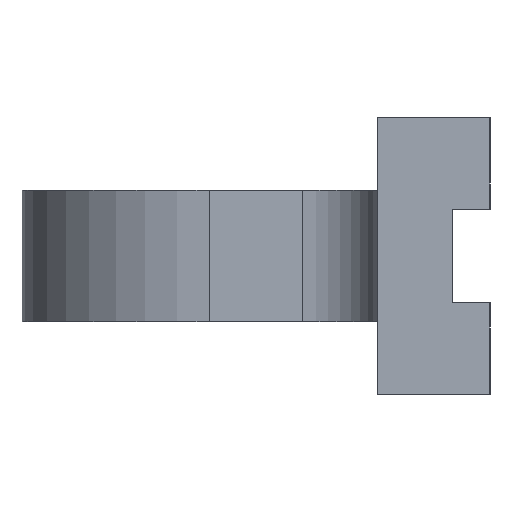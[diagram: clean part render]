
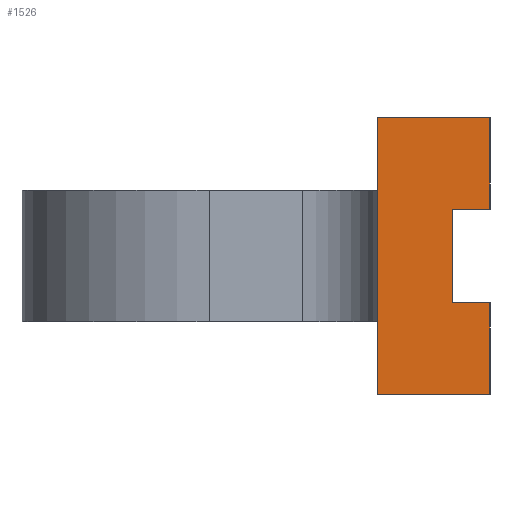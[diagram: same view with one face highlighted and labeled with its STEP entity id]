
A CAD part, left-side view. The second image highlights one B-rep face of the part: STEP entity #1526.
In plain terms, the highlighted planar face has unit normal (-1, 0, 0).
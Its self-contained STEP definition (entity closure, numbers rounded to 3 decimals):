
#1137=CARTESIAN_POINT('POINT78',(50.,600.,
   1490.));
#1138=VERTEX_POINT('VERTEX78',#1137);
#1145=CARTESIAN_POINT('POINT79',(50.,
   0.,1490.));
#1146=VERTEX_POINT('VERTEX79',#1145);
#1147=CARTESIAN_POINT('POS119',(50.,2000.,1490.
   ));
#1148=DIRECTION('DIR185',(0.,1.,0.));
#1149=VECTOR('VEC53',#1148,25.4);
#1150=LINE('STRAIGHT53',#1147,#1149);
#1151=EDGE_CURVE('EDGE114',#1146,#1138,#1150,.T.);
#1179=CARTESIAN_POINT('POINT80',(50.,
   0.,1000.));
#1180=VERTEX_POINT('VERTEX80',#1179);
#1196=CARTESIAN_POINT('POS124',(50.,
   0.,750.));
#1197=DIRECTION('DIR191',(0.,0.,-1.));
#1198=VECTOR('VEC57',#1197,25.4);
#1199=LINE('STRAIGHT57',#1196,#1198);
#1200=EDGE_CURVE('EDGE118',#1146,#1180,#1199,.T.);
#1211=CARTESIAN_POINT('POINT82',(50.,200.,1000.
   ));
#1212=VERTEX_POINT('VERTEX82',#1211);
#1213=CARTESIAN_POINT('POS126',(50.,2000.,1000.)
   );
#1214=DIRECTION('DIR194',(0.,-1.,0.));
#1215=VECTOR('VEC58',#1214,25.4);
#1216=LINE('STRAIGHT58',#1213,#1215);
#1217=EDGE_CURVE('EDGE119',#1212,#1180,#1216,.T.);
#1249=CARTESIAN_POINT('POINT85',(50.,600.,10.
   ));
#1250=VERTEX_POINT('VERTEX85',#1249);
#1257=CARTESIAN_POINT('POS132',(50.,600.,1100.)
   );
#1258=DIRECTION('DIR201',(0.,0.,-1.));
#1259=VECTOR('VEC63',#1258,25.4);
#1260=LINE('STRAIGHT63',#1257,#1259);
#1261=EDGE_CURVE('EDGE124',#1138,#1250,#1260,.T.);
#1320=CARTESIAN_POINT('POINT88',(50.,200.,
   500.));
#1321=VERTEX_POINT('VERTEX88',#1320);
#1322=CARTESIAN_POINT('POS135',(50.,200.,750.)
   );
#1323=DIRECTION('DIR206',(0.,0.,1.));
#1324=VECTOR('VEC64',#1323,25.4);
#1325=LINE('STRAIGHT64',#1322,#1324);
#1326=EDGE_CURVE('EDGE127',#1321,#1212,#1325,.T.);
#1477=CARTESIAN_POINT('POINT98',(50.,
   0.,10.));
#1478=VERTEX_POINT('VERTEX98',#1477);
#1485=CARTESIAN_POINT('POS152',(50.,2000.,10.)
   );
#1486=DIRECTION('DIR231',(0.,-1.,0.));
#1487=VECTOR('VEC73',#1486,25.4);
#1488=LINE('STRAIGHT73',#1485,#1487);
#1489=EDGE_CURVE('EDGE142',#1250,#1478,#1488,.T.);
#1499=ORIENTED_EDGE('COEDGE269',*,*,#1261,.T.);
#1500=ORIENTED_EDGE('COEDGE270',*,*,#1489,.T.);
#1501=CARTESIAN_POINT('POINT99',(50.,
   0.,500.));
#1502=VERTEX_POINT('VERTEX99',#1501);
#1503=CARTESIAN_POINT('POS154',(50.,
   0.,750.));
#1504=DIRECTION('DIR234',(0.,0.,-1.));
#1505=VECTOR('VEC74',#1504,25.4);
#1506=LINE('STRAIGHT74',#1503,#1505);
#1507=EDGE_CURVE('EDGE143',#1502,#1478,#1506,.T.);
#1508=ORIENTED_EDGE('COEDGE271',*,*,#1507,.F.);
#1509=CARTESIAN_POINT('POS155',(50.,2000.,
   500.));
#1510=DIRECTION('DIR235',(0.,1.,0.));
#1511=VECTOR('VEC75',#1510,25.4);
#1512=LINE('STRAIGHT75',#1509,#1511);
#1513=EDGE_CURVE('EDGE144',#1502,#1321,#1512,.T.);
#1514=ORIENTED_EDGE('COEDGE272',*,*,#1513,.T.);
#1515=ORIENTED_EDGE('COEDGE273',*,*,#1326,.T.);
#1516=ORIENTED_EDGE('COEDGE274',*,*,#1217,.T.);
#1517=ORIENTED_EDGE('COEDGE275',*,*,#1200,.F.);
#1518=ORIENTED_EDGE('COEDGE276',*,*,#1151,.T.);
#1519=EDGE_LOOP('NONE',(#1499,#1500,#1508,#1514,#1515,#1516,#1517,#1518)
   );
#1520=FACE_BOUND('LOOP1',#1519,.T.);
#1521=CARTESIAN_POINT('POS156',(50.,2000.,750.)
   );
#1522=DIRECTION('DIR236',(1.,0.,0.));
#1523=DIRECTION('DIR237',(0.,1.,0.));
#1524=AXIS2_PLACEMENT_3D('AXIS81',#1521,#1522,#1523);
#1525=PLANE('PLANE22',#1524);
#1526=ADVANCED_FACE('FACE53',(#1520),#1525,.F.);
